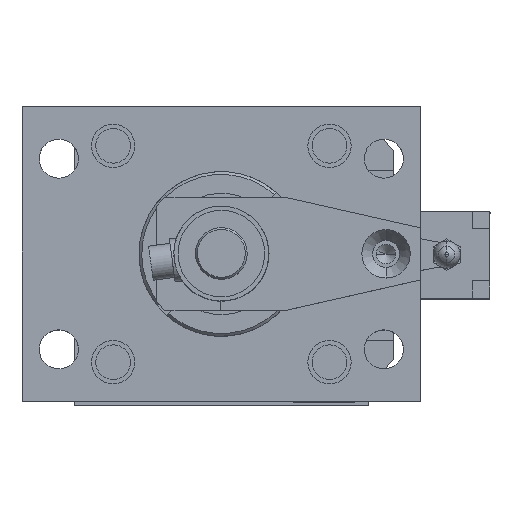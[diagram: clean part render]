
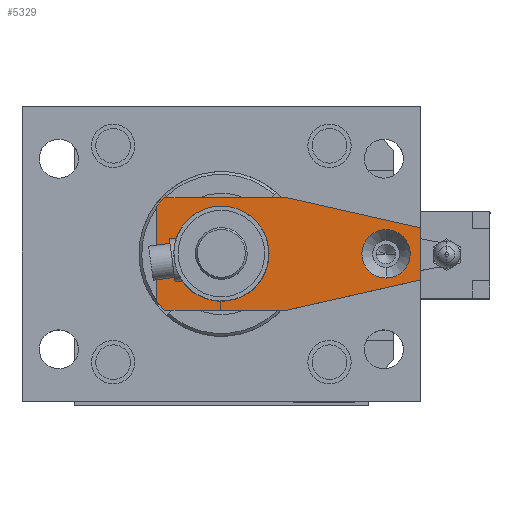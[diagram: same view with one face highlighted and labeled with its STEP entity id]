
A CAD part, top view. The second image highlights one B-rep face of the part: STEP entity #5329.
In plain terms, the highlighted face is planar.
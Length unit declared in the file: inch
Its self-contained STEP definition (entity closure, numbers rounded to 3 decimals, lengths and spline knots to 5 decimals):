
#90 = CARTESIAN_POINT ( 'NONE',  ( 13.53383, 17.65292, 13.51402 ) ) ;
#161 = VECTOR ( 'NONE', #12251, 39.37008 ) ;
#280 = VECTOR ( 'NONE', #8477, 39.37008 ) ;
#691 = ORIENTED_EDGE ( 'NONE', *, *, #8374, .T. ) ;
#862 = VERTEX_POINT ( 'NONE', #14441 ) ;
#1236 = CARTESIAN_POINT ( 'NONE',  ( 14.94033, 18.46542, 13.51402 ) ) ;
#1256 = EDGE_LOOP ( 'NONE', ( #3848, #10996 ) ) ;
#1354 = CARTESIAN_POINT ( 'NONE',  ( 14.94033, 18.46542, 13.51402 ) ) ;
#1574 = DIRECTION ( 'NONE',  ( 0., -1., 0. ) ) ;
#1789 = CARTESIAN_POINT ( 'NONE',  ( 11.62733, 15.23593, 13.51402 ) ) ;
#1883 = VECTOR ( 'NONE', #16126, 39.37008 ) ;
#2856 = VERTEX_POINT ( 'NONE', #3381 ) ;
#3381 = CARTESIAN_POINT ( 'NONE',  ( 12.17363, 17.90042, 13.51402 ) ) ;
#3422 = LINE ( 'NONE', #1789, #280 ) ;
#3425 = VERTEX_POINT ( 'NONE', #3726 ) ;
#3675 = CARTESIAN_POINT ( 'NONE',  ( 12.56533, 18.46542, 13.51402 ) ) ;
#3726 = CARTESIAN_POINT ( 'NONE',  ( 15.44033, 18.09042, 13.51402 ) ) ;
#3848 = ORIENTED_EDGE ( 'NONE', *, *, #15744, .T. ) ;
#3906 = CARTESIAN_POINT ( 'NONE',  ( 11.75233, 17.65292, 13.51402 ) ) ;
#3968 = ORIENTED_EDGE ( 'NONE', *, *, #20245, .T. ) ;
#4277 = EDGE_CURVE ( 'NONE', #4304, #11762, #18254, .T. ) ;
#4304 = VERTEX_POINT ( 'NONE', #9785 ) ;
#4376 = CIRCLE ( 'NONE', #11723, 0.6875 ) ;
#5329 = ADVANCED_FACE ( 'NONE', ( #15481, #17654, #15909 ), #11179, .F. ) ;
#5339 = CARTESIAN_POINT ( 'NONE',  ( 13.01293, 17.54215, 13.51402 ) ) ;
#5895 = CIRCLE ( 'NONE', #13937, 0.6875 ) ;
#5944 = DIRECTION ( 'NONE',  ( 0., 0., 1. ) ) ;
#6059 = DIRECTION ( 'NONE',  ( -1., 0., 0. ) ) ;
#6189 = DIRECTION ( 'NONE',  ( 0., 0., 1. ) ) ;
#6209 = ORIENTED_EDGE ( 'NONE', *, *, #17409, .F. ) ;
#6273 = CARTESIAN_POINT ( 'NONE',  ( 13.53383, 15.23593, 13.51402 ) ) ;
#6645 = CARTESIAN_POINT ( 'NONE',  ( 13.53383, 17.90042, 13.51402 ) ) ;
#6850 = VECTOR ( 'NONE', #20723, 39.37008 ) ;
#7056 = VECTOR ( 'NONE', #11373, 39.37008 ) ;
#7317 = DIRECTION ( 'NONE',  ( 0.975, 0.22, 0. ) ) ;
#7646 = VECTOR ( 'NONE', #7317, 39.37008 ) ;
#7666 = CARTESIAN_POINT ( 'NONE',  ( 15.44033, 15.23593, 13.51402 ) ) ;
#7743 = DIRECTION ( 'NONE',  ( -1., 0., 0. ) ) ;
#7798 = CARTESIAN_POINT ( 'NONE',  ( 10.62209, 18.14767, 13.51402 ) ) ;
#8029 = CARTESIAN_POINT ( 'NONE',  ( 11.75233, 19.27792, 13.51402 ) ) ;
#8072 = VERTEX_POINT ( 'NONE', #8265 ) ;
#8209 = VECTOR ( 'NONE', #6059, 39.37008 ) ;
#8265 = CARTESIAN_POINT ( 'NONE',  ( 12.17363, 19.03042, 13.51402 ) ) ;
#8374 = EDGE_CURVE ( 'NONE', #10690, #19439, #17350, .T. ) ;
#8420 = LINE ( 'NONE', #90, #7056 ) ;
#8477 = DIRECTION ( 'NONE',  ( 0., -1., 0. ) ) ;
#8816 = LINE ( 'NONE', #7798, #1883 ) ;
#9105 = CARTESIAN_POINT ( 'NONE',  ( 13.50333, 19.27792, 13.51402 ) ) ;
#9673 = CIRCLE ( 'NONE', #15640, 0.3487 ) ;
#9785 = CARTESIAN_POINT ( 'NONE',  ( 14.94033, 18.11672, 13.51402 ) ) ;
#10075 = EDGE_CURVE ( 'NONE', #10183, #2856, #12889, .T. ) ;
#10151 = DIRECTION ( 'NONE',  ( 0., 0., 1. ) ) ;
#10183 = VERTEX_POINT ( 'NONE', #16850 ) ;
#10690 = VERTEX_POINT ( 'NONE', #9105 ) ;
#10996 = ORIENTED_EDGE ( 'NONE', *, *, #4277, .T. ) ;
#11035 = CARTESIAN_POINT ( 'NONE',  ( 13.85157, 15.55367, 13.51402 ) ) ;
#11074 = ORIENTED_EDGE ( 'NONE', *, *, #18537, .T. ) ;
#11154 = CARTESIAN_POINT ( 'NONE',  ( 11.62733, 17.77792, 13.51402 ) ) ;
#11179 = PLANE ( 'NONE',  #12678 ) ;
#11373 = DIRECTION ( 'NONE',  ( -1., 0., 0. ) ) ;
#11723 = AXIS2_PLACEMENT_3D ( 'NONE', #3675, #10151, #13654 ) ;
#11762 = VERTEX_POINT ( 'NONE', #20391 ) ;
#12251 = DIRECTION ( 'NONE',  ( 0.707, -0.707, 0. ) ) ;
#12261 = CARTESIAN_POINT ( 'NONE',  ( 12.56533, 18.46542, 13.51402 ) ) ;
#12550 = VERTEX_POINT ( 'NONE', #11154 ) ;
#12621 = CARTESIAN_POINT ( 'NONE',  ( 14.40098, 19.07517, 13.51402 ) ) ;
#12665 = LINE ( 'NONE', #17709, #17385 ) ;
#12669 = ORIENTED_EDGE ( 'NONE', *, *, #13309, .F. ) ;
#12678 = AXIS2_PLACEMENT_3D ( 'NONE', #6273, #5944, #19518 ) ;
#12718 = ORIENTED_EDGE ( 'NONE', *, *, #10075, .F. ) ;
#12889 = LINE ( 'NONE', #6645, #20186 ) ;
#13309 = EDGE_CURVE ( 'NONE', #15647, #15401, #8816, .T. ) ;
#13363 = EDGE_CURVE ( 'NONE', #10690, #15647, #21040, .T. ) ;
#13654 = DIRECTION ( 'NONE',  ( 0., -1., 0. ) ) ;
#13937 = AXIS2_PLACEMENT_3D ( 'NONE', #12261, #18628, #18952 ) ;
#14137 = EDGE_CURVE ( 'NONE', #12550, #19127, #15762, .T. ) ;
#14157 = EDGE_LOOP ( 'NONE', ( #12669, #15634, #691, #16307, #6209, #3968, #19646, #14220 ) ) ;
#14220 = ORIENTED_EDGE ( 'NONE', *, *, #17051, .F. ) ;
#14250 = LINE ( 'NONE', #7666, #19230 ) ;
#14282 = CARTESIAN_POINT ( 'NONE',  ( 13.53383, 19.27792, 13.51402 ) ) ;
#14441 = CARTESIAN_POINT ( 'NONE',  ( 12.95703, 19.03042, 13.51402 ) ) ;
#14480 = ORIENTED_EDGE ( 'NONE', *, *, #16129, .T. ) ;
#14548 = EDGE_CURVE ( 'NONE', #8072, #2856, #4376, .T. ) ;
#15401 = VERTEX_POINT ( 'NONE', #19007 ) ;
#15481 = FACE_BOUND ( 'NONE', #1256, .T. ) ;
#15634 = ORIENTED_EDGE ( 'NONE', *, *, #13363, .F. ) ;
#15640 = AXIS2_PLACEMENT_3D ( 'NONE', #1354, #19854, #1574 ) ;
#15647 = VERTEX_POINT ( 'NONE', #8029 ) ;
#15744 = EDGE_CURVE ( 'NONE', #11762, #4304, #9673, .T. ) ;
#15762 = LINE ( 'NONE', #11035, #161 ) ;
#15909 = FACE_OUTER_BOUND ( 'NONE', #14157, .T. ) ;
#15933 = DIRECTION ( 'NONE',  ( 0., -1., 0. ) ) ;
#16126 = DIRECTION ( 'NONE',  ( -0.707, -0.707, 0. ) ) ;
#16129 = EDGE_CURVE ( 'NONE', #862, #8072, #12665, .T. ) ;
#16307 = ORIENTED_EDGE ( 'NONE', *, *, #20143, .T. ) ;
#16314 = DIRECTION ( 'NONE',  ( 0., -1., 0. ) ) ;
#16850 = CARTESIAN_POINT ( 'NONE',  ( 12.95703, 17.90042, 13.51402 ) ) ;
#17051 = EDGE_CURVE ( 'NONE', #15401, #12550, #3422, .T. ) ;
#17350 = LINE ( 'NONE', #12621, #6850 ) ;
#17385 = VECTOR ( 'NONE', #7743, 39.37008 ) ;
#17409 = EDGE_CURVE ( 'NONE', #17972, #3425, #20346, .T. ) ;
#17654 = FACE_BOUND ( 'NONE', #20641, .T. ) ;
#17709 = CARTESIAN_POINT ( 'NONE',  ( 13.53383, 19.03042, 13.51402 ) ) ;
#17972 = VERTEX_POINT ( 'NONE', #21477 ) ;
#18254 = CIRCLE ( 'NONE', #21028, 0.3487 ) ;
#18259 = DIRECTION ( 'NONE',  ( -1., 0., 0. ) ) ;
#18537 = EDGE_CURVE ( 'NONE', #10183, #862, #5895, .T. ) ;
#18576 = CARTESIAN_POINT ( 'NONE',  ( 15.44033, 18.84042, 13.51402 ) ) ;
#18628 = DIRECTION ( 'NONE',  ( 0., 0., 1. ) ) ;
#18952 = DIRECTION ( 'NONE',  ( 0., -1., 0. ) ) ;
#18977 = ORIENTED_EDGE ( 'NONE', *, *, #14548, .T. ) ;
#19007 = CARTESIAN_POINT ( 'NONE',  ( 11.62733, 19.15292, 13.51402 ) ) ;
#19127 = VERTEX_POINT ( 'NONE', #3906 ) ;
#19230 = VECTOR ( 'NONE', #16314, 39.37008 ) ;
#19439 = VERTEX_POINT ( 'NONE', #18576 ) ;
#19518 = DIRECTION ( 'NONE',  ( 0., -1., 0. ) ) ;
#19646 = ORIENTED_EDGE ( 'NONE', *, *, #14137, .F. ) ;
#19854 = DIRECTION ( 'NONE',  ( 0., 0., 1. ) ) ;
#20143 = EDGE_CURVE ( 'NONE', #19439, #3425, #14250, .T. ) ;
#20186 = VECTOR ( 'NONE', #18259, 39.37008 ) ;
#20245 = EDGE_CURVE ( 'NONE', #17972, #19127, #8420, .T. ) ;
#20346 = LINE ( 'NONE', #5339, #7646 ) ;
#20391 = CARTESIAN_POINT ( 'NONE',  ( 14.94033, 18.81412, 13.51402 ) ) ;
#20641 = EDGE_LOOP ( 'NONE', ( #14480, #18977, #12718, #11074 ) ) ;
#20723 = DIRECTION ( 'NONE',  ( 0.975, -0.22, 0. ) ) ;
#21028 = AXIS2_PLACEMENT_3D ( 'NONE', #1236, #6189, #15933 ) ;
#21040 = LINE ( 'NONE', #14282, #8209 ) ;
#21477 = CARTESIAN_POINT ( 'NONE',  ( 13.50333, 17.65292, 13.51402 ) ) ;
